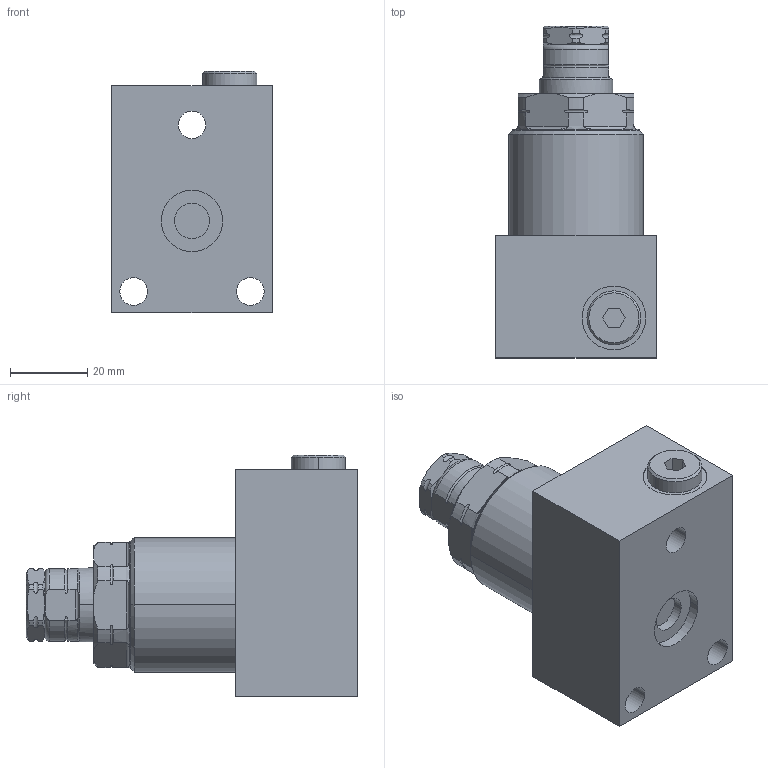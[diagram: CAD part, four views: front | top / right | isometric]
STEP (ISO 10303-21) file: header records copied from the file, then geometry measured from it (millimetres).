
FILE_DESCRIPTION((''),'2;1');
FILE_NAME('ILCMV41080810','2020-07-28T',('npeters'),(''),'PRO/ENGINEER BY PARAMETRIC TECHNOLOGY CORPORATION, 2013320','PRO/ENGINEER BY PARAMETRIC TECHNOLOGY CORPORATION, 2013320','');
FILE_SCHEMA(('AUTOMOTIVE_DESIGN { 1 0 10303 214 1 1 1 1 }'));
Length unit declared in the file: millimetre
Products named in the file (1): ILCMV41080810
Bounding box: 41.53 x 85.78 x 62.53 mm (x, y, z)
Volume: 109930.3 mm3; surface area: 23880.1 mm2
Topology: 1 solids, 6 shells, 166 faces, 424 edges, 273 vertices
Faces by surface type: cylinder 66, plane 48, torus 26, cone 26
Entity records: 7580 total; most frequent: CARTESIAN_POINT 2212, DIRECTION 850, ORIENTED_EDGE 836, PRESENTATION_STYLE_ASSIGNMENT 425, STYLED_ITEM 425, CURVE_STYLE 422, EDGE_CURVE 422, AXIS2_PLACEMENT_3D 343
